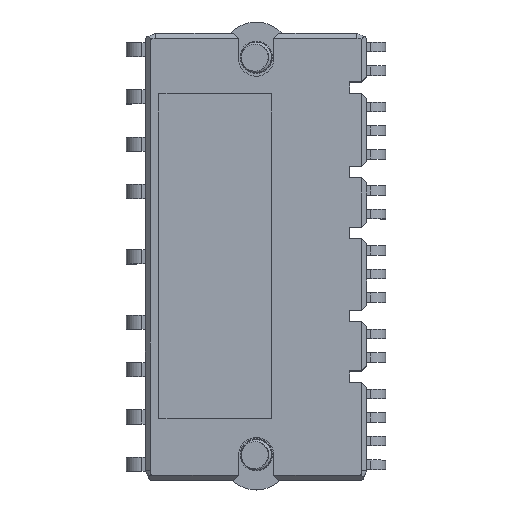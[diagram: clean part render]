
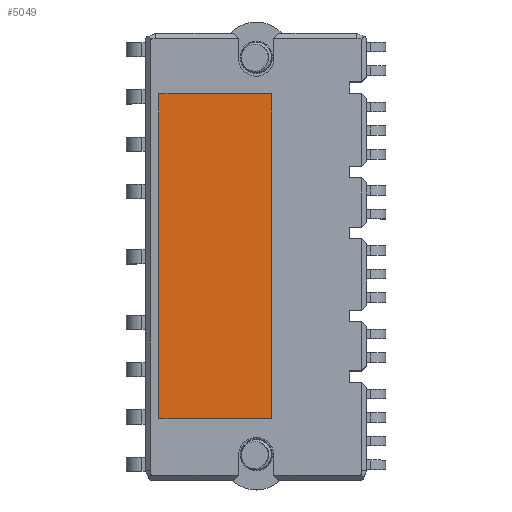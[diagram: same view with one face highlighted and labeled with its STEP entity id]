
A CAD part, top view. The second image highlights one B-rep face of the part: STEP entity #5049.
In plain terms, the highlighted planar face has unit normal (0, 0, 1).
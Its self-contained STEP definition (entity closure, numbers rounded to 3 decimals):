
#4920 = VERTEX_POINT('',#4921);
#4921 = CARTESIAN_POINT('',(-22.27,-36.95,7.75));
#4927 = EDGE_CURVE('',#4920,#4928,#4930,.T.);
#4928 = VERTEX_POINT('',#4929);
#4929 = CARTESIAN_POINT('',(-11.07,-36.95,7.75));
#4930 = LINE('',#4931,#4932);
#4931 = CARTESIAN_POINT('',(-22.27,-36.95,7.75));
#4932 = VECTOR('',#4933,1.);
#4933 = DIRECTION('',(1.,0.,0.));
#4958 = EDGE_CURVE('',#4928,#4959,#4961,.T.);
#4959 = VERTEX_POINT('',#4960);
#4960 = CARTESIAN_POINT('',(-11.07,-4.658,7.75));
#4961 = LINE('',#4962,#4963);
#4962 = CARTESIAN_POINT('',(-11.07,-36.95,7.75));
#4963 = VECTOR('',#4964,1.);
#4964 = DIRECTION('',(0.,1.,0.));
#4989 = EDGE_CURVE('',#4959,#4990,#4992,.T.);
#4990 = VERTEX_POINT('',#4991);
#4991 = CARTESIAN_POINT('',(-22.27,-4.658,7.75));
#4992 = LINE('',#4993,#4994);
#4993 = CARTESIAN_POINT('',(-11.07,-4.658,7.75));
#4994 = VECTOR('',#4995,1.);
#4995 = DIRECTION('',(-1.,0.,0.));
#5020 = EDGE_CURVE('',#4990,#4920,#5021,.T.);
#5021 = LINE('',#5022,#5023);
#5022 = CARTESIAN_POINT('',(-22.27,-4.658,7.75));
#5023 = VECTOR('',#5024,1.);
#5024 = DIRECTION('',(0.,-1.,0.));
#5049 = ADVANCED_FACE('',(#5050),#5056,.T.);
#5050 = FACE_BOUND('',#5051,.T.);
#5051 = EDGE_LOOP('',(#5052,#5053,#5054,#5055));
#5052 = ORIENTED_EDGE('',*,*,#4927,.T.);
#5053 = ORIENTED_EDGE('',*,*,#4958,.T.);
#5054 = ORIENTED_EDGE('',*,*,#4989,.T.);
#5055 = ORIENTED_EDGE('',*,*,#5020,.T.);
#5056 = PLANE('',#5057);
#5057 = AXIS2_PLACEMENT_3D('',#5058,#5059,#5060);
#5058 = CARTESIAN_POINT('',(-16.67,-20.804,7.75));
#5059 = DIRECTION('',(0.,0.,1.));
#5060 = DIRECTION('',(1.,0.,0.));
